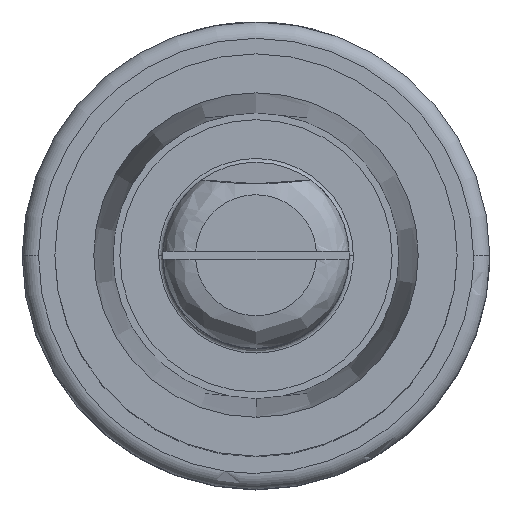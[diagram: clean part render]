
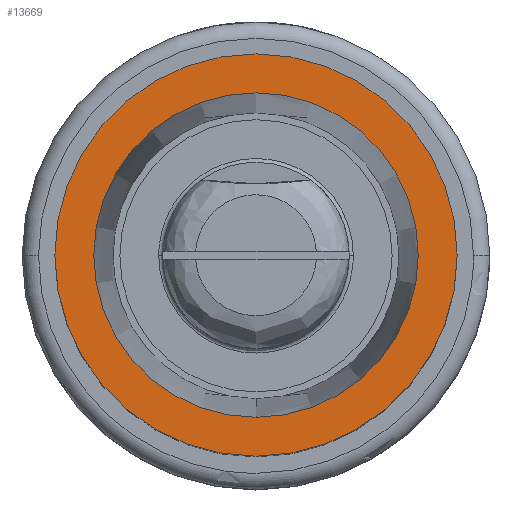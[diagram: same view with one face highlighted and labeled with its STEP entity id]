
A CAD part, top view. The second image highlights one B-rep face of the part: STEP entity #13669.
In plain terms, the highlighted planar face has unit normal (0, 0, 1).
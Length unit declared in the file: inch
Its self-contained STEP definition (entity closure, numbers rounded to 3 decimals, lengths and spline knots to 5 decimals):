
#258 = ORIENTED_EDGE ( 'NONE', *, *, #8712, .F. ) ;
#579 = VERTEX_POINT ( 'NONE', #15397 ) ;
#781 = VERTEX_POINT ( 'NONE', #1497 ) ;
#1497 = CARTESIAN_POINT ( 'NONE',  ( 0., 0.596, 1.537 ) ) ;
#1583 = VERTEX_POINT ( 'NONE', #6593 ) ;
#2138 = AXIS2_PLACEMENT_3D ( 'NONE', #2869, #2657, #9106 ) ;
#2577 = DIRECTION ( 'NONE',  ( 0., -1., 0. ) ) ;
#2657 = DIRECTION ( 'NONE',  ( 0., 0., 1. ) ) ;
#2762 = PLANE ( 'NONE',  #2138 ) ;
#2869 = CARTESIAN_POINT ( 'NONE',  ( 0., 0.596, 1.537 ) ) ;
#3379 = CIRCLE ( 'NONE', #7433, 0.739 ) ;
#5358 = DIRECTION ( 'NONE',  ( 0., 0., -1. ) ) ;
#5366 = DIRECTION ( 'NONE',  ( 0., 0., -1. ) ) ;
#6204 = ORIENTED_EDGE ( 'NONE', *, *, #19493, .T. ) ;
#6593 = CARTESIAN_POINT ( 'NONE',  ( 0., -0.596, 1.537 ) ) ;
#6773 = AXIS2_PLACEMENT_3D ( 'NONE', #18091, #5358, #13504 ) ;
#6841 = DIRECTION ( 'NONE',  ( -1., 0., 0. ) ) ;
#6851 = AXIS2_PLACEMENT_3D ( 'NONE', #18101, #5366, #6841 ) ;
#6894 = ORIENTED_EDGE ( 'NONE', *, *, #13271, .F. ) ;
#6999 = CARTESIAN_POINT ( 'NONE',  ( 0.739, 0., 1.537 ) ) ;
#7234 = EDGE_LOOP ( 'NONE', ( #15712, #6204 ) ) ;
#7433 = AXIS2_PLACEMENT_3D ( 'NONE', #16594, #16708, #15012 ) ;
#8098 = EDGE_LOOP ( 'NONE', ( #6894, #258 ) ) ;
#8712 = EDGE_CURVE ( 'NONE', #19873, #579, #3379, .T. ) ;
#8813 = CIRCLE ( 'NONE', #6773, 0.596 ) ;
#9106 = DIRECTION ( 'NONE',  ( 1., 0., 0. ) ) ;
#10701 = FACE_OUTER_BOUND ( 'NONE', #8098, .T. ) ;
#11617 = CARTESIAN_POINT ( 'NONE',  ( 0., 0., 1.537 ) ) ;
#12624 = CIRCLE ( 'NONE', #16347, 0.596 ) ;
#13271 = EDGE_CURVE ( 'NONE', #579, #19873, #19772, .T. ) ;
#13504 = DIRECTION ( 'NONE',  ( 0., -1., 0. ) ) ;
#13669 = ADVANCED_FACE ( 'NONE', ( #10701, #17183 ), #2762, .T. ) ;
#15012 = DIRECTION ( 'NONE',  ( -1., 0., 0. ) ) ;
#15397 = CARTESIAN_POINT ( 'NONE',  ( -0.739, 0., 1.537 ) ) ;
#15712 = ORIENTED_EDGE ( 'NONE', *, *, #15881, .T. ) ;
#15881 = EDGE_CURVE ( 'NONE', #1583, #781, #8813, .T. ) ;
#16347 = AXIS2_PLACEMENT_3D ( 'NONE', #11617, #18386, #2577 ) ;
#16594 = CARTESIAN_POINT ( 'NONE',  ( 0., 0., 1.537 ) ) ;
#16708 = DIRECTION ( 'NONE',  ( 0., 0., -1. ) ) ;
#17183 = FACE_BOUND ( 'NONE', #7234, .T. ) ;
#18091 = CARTESIAN_POINT ( 'NONE',  ( 0., 0., 1.537 ) ) ;
#18101 = CARTESIAN_POINT ( 'NONE',  ( 0., 0., 1.537 ) ) ;
#18386 = DIRECTION ( 'NONE',  ( 0., 0., -1. ) ) ;
#19493 = EDGE_CURVE ( 'NONE', #781, #1583, #12624, .T. ) ;
#19772 = CIRCLE ( 'NONE', #6851, 0.739 ) ;
#19873 = VERTEX_POINT ( 'NONE', #6999 ) ;
